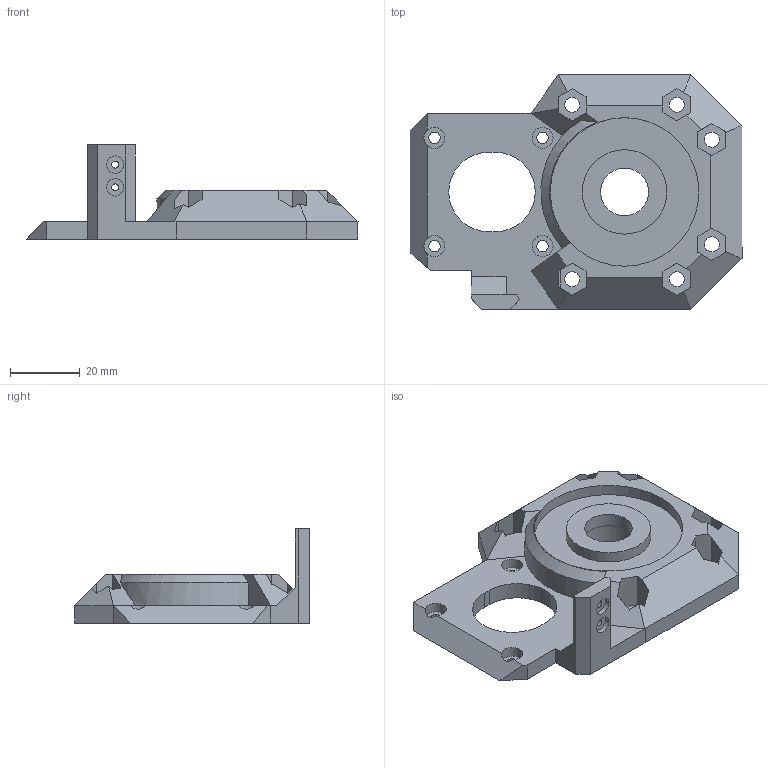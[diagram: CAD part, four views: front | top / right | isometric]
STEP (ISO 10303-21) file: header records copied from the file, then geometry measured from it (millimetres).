
FILE_DESCRIPTION(/* description */ (''),/* implementation_level */ '2;1');
FILE_NAME(/* name */ '',/* time_stamp */ '2025-07-18T09:16:14+08:00',/* author */ (''),/* organization */ (''),/* preprocessor_version */ 'ST-DEVELOPER v20.1',/* originating_system */ 'Autodesk Translation Framework v14.10.0.0',/* authorisation */ '');
FILE_SCHEMA (('AUTOMOTIVE_DESIGN { 1 0 10303 214 3 1 1 }'));
Length unit declared in the file: millimetre
Products named in the file (2): ROBOT; 零部件2
Assembly tree (1 placements, depth 2):
  ROBOT
    零部件2
Bounding box: 95.16 x 67.32 x 27 mm (x, y, z)
Volume: 41685.3 mm3; surface area: 16238.4 mm2
Topology: 1 solids, 1 shells, 114 faces, 306 edges, 201 vertices
Faces by surface type: plane 88, cylinder 25, cone 1
Full cylindrical faces by diameter (mm): 2 x2, 3.3 x4, 4.3 x6, 5 x2, 6 x4, 13.7 x1, 15.7 x1, 24.2 x1, 42.6 x1
Entity records: 3649 total; most frequent: CARTESIAN_POINT 628, ORIENTED_EDGE 612, DIRECTION 594, EDGE_CURVE 306, LINE 248, VECTOR 248, VERTEX_POINT 201, AXIS2_PLACEMENT_3D 173
